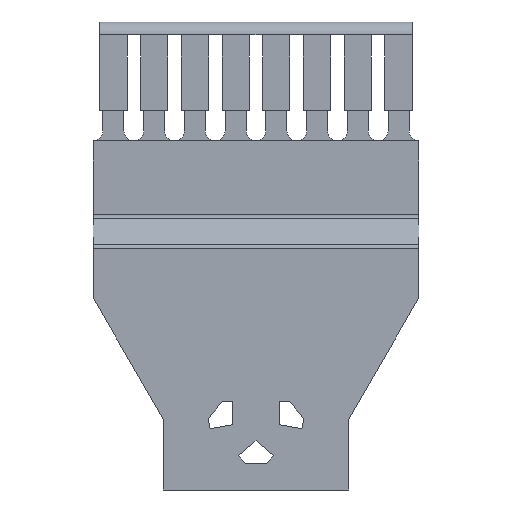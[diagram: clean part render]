
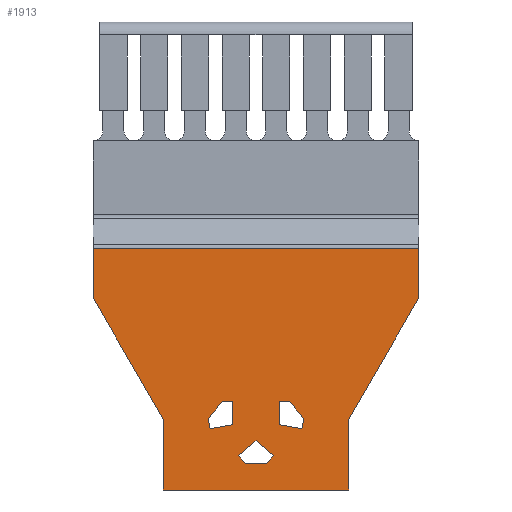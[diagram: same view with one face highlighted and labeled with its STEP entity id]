
A CAD part, front view. The second image highlights one B-rep face of the part: STEP entity #1913.
In plain terms, the highlighted planar face has unit normal (0, -1, 0).
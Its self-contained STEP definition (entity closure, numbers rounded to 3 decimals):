
#1775=AXIS2_PLACEMENT_3D('Plane Axis2P3D',#1772,#1773,#1774) ;
#49=CARTESIAN_POINT('Vertex',(28.,0.,16.52)) ;
#52=CARTESIAN_POINT('Line Origine',(24.975,0.,11.281)) ;
#56=CARTESIAN_POINT('Vertex',(21.95,0.,6.041)) ;
#89=CARTESIAN_POINT('Vertex',(6.05,0.,6.041)) ;
#92=CARTESIAN_POINT('Line Origine',(3.025,0.,11.281)) ;
#96=CARTESIAN_POINT('Vertex',(0.,0.,16.52)) ;
#120=CARTESIAN_POINT('Vertex',(6.05,0.,0.)) ;
#125=CARTESIAN_POINT('Line Origine',(6.05,0.,3.021)) ;
#159=CARTESIAN_POINT('Vertex',(21.95,0.,0.)) ;
#164=CARTESIAN_POINT('Line Origine',(14.,0.,0.)) ;
#215=CARTESIAN_POINT('Line Origine',(21.95,0.,3.021)) ;
#472=CARTESIAN_POINT('Vertex',(28.,0.,20.733)) ;
#479=CARTESIAN_POINT('Vertex',(0.,0.,20.733)) ;
#482=CARTESIAN_POINT('Line Origine',(14.,0.,20.733)) ;
#549=CARTESIAN_POINT('Line Origine',(0.,0.,18.626)) ;
#611=CARTESIAN_POINT('Line Origine',(28.,0.,18.626)) ;
#1772=CARTESIAN_POINT('Axis2P3D Location',(0.,0.,0.)) ;
#1787=CARTESIAN_POINT('Line Origine',(12.,0.,6.602)) ;
#1791=CARTESIAN_POINT('Vertex',(12.,0.,5.614)) ;
#1793=CARTESIAN_POINT('Vertex',(12.,0.,7.59)) ;
#1796=CARTESIAN_POINT('Line Origine',(11.027,0.,5.443)) ;
#1800=CARTESIAN_POINT('Vertex',(10.054,0.,5.271)) ;
#1803=CARTESIAN_POINT('Line Origine',(9.977,0.,5.708)) ;
#1807=CARTESIAN_POINT('Vertex',(9.9,0.,6.145)) ;
#1810=CARTESIAN_POINT('Line Origine',(10.506,0.,6.868)) ;
#1814=CARTESIAN_POINT('Vertex',(11.112,0.,7.59)) ;
#1817=CARTESIAN_POINT('Line Origine',(11.556,0.,7.59)) ;
#1829=CARTESIAN_POINT('Line Origine',(16.973,0.,5.443)) ;
#1833=CARTESIAN_POINT('Vertex',(16.,0.,5.614)) ;
#1835=CARTESIAN_POINT('Vertex',(17.946,0.,5.271)) ;
#1838=CARTESIAN_POINT('Line Origine',(16.,0.,6.602)) ;
#1842=CARTESIAN_POINT('Vertex',(16.,0.,7.59)) ;
#1845=CARTESIAN_POINT('Line Origine',(16.444,0.,7.59)) ;
#1849=CARTESIAN_POINT('Vertex',(16.888,0.,7.59)) ;
#1852=CARTESIAN_POINT('Line Origine',(17.494,0.,6.868)) ;
#1856=CARTESIAN_POINT('Vertex',(18.1,0.,6.145)) ;
#1859=CARTESIAN_POINT('Line Origine',(18.023,0.,5.708)) ;
#1871=CARTESIAN_POINT('Line Origine',(15.228,0.,2.61)) ;
#1875=CARTESIAN_POINT('Vertex',(14.943,0.,2.27)) ;
#1877=CARTESIAN_POINT('Vertex',(15.514,0.,2.95)) ;
#1880=CARTESIAN_POINT('Line Origine',(14.,0.,2.27)) ;
#1884=CARTESIAN_POINT('Vertex',(13.057,0.,2.27)) ;
#1887=CARTESIAN_POINT('Line Origine',(12.772,0.,2.61)) ;
#1891=CARTESIAN_POINT('Vertex',(12.486,0.,2.95)) ;
#1894=CARTESIAN_POINT('Line Origine',(13.243,0.,3.585)) ;
#1898=CARTESIAN_POINT('Vertex',(14.,0.,4.22)) ;
#1901=CARTESIAN_POINT('Line Origine',(14.757,0.,3.585)) ;
#53=DIRECTION('Vector Direction',(-0.5,0.,-0.866)) ;
#93=DIRECTION('Vector Direction',(-0.5,0.,0.866)) ;
#126=DIRECTION('Vector Direction',(0.,0.,1.)) ;
#165=DIRECTION('Vector Direction',(-1.,0.,0.)) ;
#216=DIRECTION('Vector Direction',(0.,0.,-1.)) ;
#483=DIRECTION('Vector Direction',(1.,0.,0.)) ;
#550=DIRECTION('Vector Direction',(0.,0.,1.)) ;
#612=DIRECTION('Vector Direction',(0.,0.,-1.)) ;
#1773=DIRECTION('Axis2P3D Direction',(-0.,-1.,-0.)) ;
#1774=DIRECTION('Axis2P3D XDirection',(-1.,0.,0.)) ;
#1788=DIRECTION('Vector Direction',(0.,0.,1.)) ;
#1797=DIRECTION('Vector Direction',(0.985,0.,0.174)) ;
#1804=DIRECTION('Vector Direction',(0.174,0.,-0.985)) ;
#1811=DIRECTION('Vector Direction',(-0.643,0.,-0.766)) ;
#1818=DIRECTION('Vector Direction',(1.,0.,0.)) ;
#1830=DIRECTION('Vector Direction',(0.985,0.,-0.174)) ;
#1839=DIRECTION('Vector Direction',(0.,0.,-1.)) ;
#1846=DIRECTION('Vector Direction',(1.,0.,0.)) ;
#1853=DIRECTION('Vector Direction',(-0.643,0.,0.766)) ;
#1860=DIRECTION('Vector Direction',(0.174,0.,0.985)) ;
#1872=DIRECTION('Vector Direction',(0.643,0.,0.766)) ;
#1881=DIRECTION('Vector Direction',(1.,0.,0.)) ;
#1888=DIRECTION('Vector Direction',(0.643,0.,-0.766)) ;
#1895=DIRECTION('Vector Direction',(-0.766,0.,-0.643)) ;
#1902=DIRECTION('Vector Direction',(-0.766,0.,0.643)) ;
#54=VECTOR('Line Direction',#53,1.) ;
#94=VECTOR('Line Direction',#93,1.) ;
#127=VECTOR('Line Direction',#126,1.) ;
#166=VECTOR('Line Direction',#165,1.) ;
#217=VECTOR('Line Direction',#216,1.) ;
#484=VECTOR('Line Direction',#483,1.) ;
#551=VECTOR('Line Direction',#550,1.) ;
#613=VECTOR('Line Direction',#612,1.) ;
#1789=VECTOR('Line Direction',#1788,1.) ;
#1798=VECTOR('Line Direction',#1797,1.) ;
#1805=VECTOR('Line Direction',#1804,1.) ;
#1812=VECTOR('Line Direction',#1811,1.) ;
#1819=VECTOR('Line Direction',#1818,1.) ;
#1831=VECTOR('Line Direction',#1830,1.) ;
#1840=VECTOR('Line Direction',#1839,1.) ;
#1847=VECTOR('Line Direction',#1846,1.) ;
#1854=VECTOR('Line Direction',#1853,1.) ;
#1861=VECTOR('Line Direction',#1860,1.) ;
#1873=VECTOR('Line Direction',#1872,1.) ;
#1882=VECTOR('Line Direction',#1881,1.) ;
#1889=VECTOR('Line Direction',#1888,1.) ;
#1896=VECTOR('Line Direction',#1895,1.) ;
#1903=VECTOR('Line Direction',#1902,1.) ;
#1778=ORIENTED_EDGE('',*,*,#553,.T.) ;
#1779=ORIENTED_EDGE('',*,*,#98,.T.) ;
#1780=ORIENTED_EDGE('',*,*,#129,.T.) ;
#1781=ORIENTED_EDGE('',*,*,#168,.T.) ;
#1782=ORIENTED_EDGE('',*,*,#219,.T.) ;
#1783=ORIENTED_EDGE('',*,*,#58,.T.) ;
#1784=ORIENTED_EDGE('',*,*,#615,.T.) ;
#1785=ORIENTED_EDGE('',*,*,#486,.F.) ;
#1823=ORIENTED_EDGE('',*,*,#1795,.F.) ;
#1824=ORIENTED_EDGE('',*,*,#1802,.F.) ;
#1825=ORIENTED_EDGE('',*,*,#1809,.F.) ;
#1826=ORIENTED_EDGE('',*,*,#1816,.F.) ;
#1827=ORIENTED_EDGE('',*,*,#1821,.F.) ;
#1865=ORIENTED_EDGE('',*,*,#1837,.F.) ;
#1866=ORIENTED_EDGE('',*,*,#1844,.F.) ;
#1867=ORIENTED_EDGE('',*,*,#1851,.F.) ;
#1868=ORIENTED_EDGE('',*,*,#1858,.F.) ;
#1869=ORIENTED_EDGE('',*,*,#1863,.F.) ;
#1907=ORIENTED_EDGE('',*,*,#1879,.F.) ;
#1908=ORIENTED_EDGE('',*,*,#1886,.F.) ;
#1909=ORIENTED_EDGE('',*,*,#1893,.F.) ;
#1910=ORIENTED_EDGE('',*,*,#1900,.F.) ;
#1911=ORIENTED_EDGE('',*,*,#1905,.F.) ;
#1828=FACE_BOUND('',#1822,.T.) ;
#1870=FACE_BOUND('',#1864,.T.) ;
#1912=FACE_BOUND('',#1906,.T.) ;
#1913=ADVANCED_FACE('STRAIN RELIEF',(#1786,#1828,#1870,#1912),#1776,.T.) ;
#58=EDGE_CURVE('',#57,#50,#55,.F.) ;
#98=EDGE_CURVE('',#97,#90,#95,.F.) ;
#129=EDGE_CURVE('',#90,#121,#128,.F.) ;
#168=EDGE_CURVE('',#121,#160,#167,.F.) ;
#219=EDGE_CURVE('',#160,#57,#218,.F.) ;
#486=EDGE_CURVE('',#480,#473,#485,.T.) ;
#553=EDGE_CURVE('',#480,#97,#552,.F.) ;
#615=EDGE_CURVE('',#50,#473,#614,.F.) ;
#1795=EDGE_CURVE('',#1792,#1794,#1790,.T.) ;
#1802=EDGE_CURVE('',#1801,#1792,#1799,.T.) ;
#1809=EDGE_CURVE('',#1808,#1801,#1806,.T.) ;
#1816=EDGE_CURVE('',#1815,#1808,#1813,.T.) ;
#1821=EDGE_CURVE('',#1794,#1815,#1820,.F.) ;
#1837=EDGE_CURVE('',#1834,#1836,#1832,.T.) ;
#1844=EDGE_CURVE('',#1843,#1834,#1841,.T.) ;
#1851=EDGE_CURVE('',#1850,#1843,#1848,.F.) ;
#1858=EDGE_CURVE('',#1857,#1850,#1855,.T.) ;
#1863=EDGE_CURVE('',#1836,#1857,#1862,.T.) ;
#1879=EDGE_CURVE('',#1876,#1878,#1874,.T.) ;
#1886=EDGE_CURVE('',#1885,#1876,#1883,.T.) ;
#1893=EDGE_CURVE('',#1892,#1885,#1890,.T.) ;
#1900=EDGE_CURVE('',#1899,#1892,#1897,.T.) ;
#1905=EDGE_CURVE('',#1878,#1899,#1904,.T.) ;
#1777=EDGE_LOOP('',(#1778,#1779,#1780,#1781,#1782,#1783,#1784,#1785)) ;
#1822=EDGE_LOOP('',(#1823,#1824,#1825,#1826,#1827)) ;
#1864=EDGE_LOOP('',(#1865,#1866,#1867,#1868,#1869)) ;
#1906=EDGE_LOOP('',(#1907,#1908,#1909,#1910,#1911)) ;
#1786=FACE_OUTER_BOUND('',#1777,.T.) ;
#55=LINE('Line',#52,#54) ;
#95=LINE('Line',#92,#94) ;
#128=LINE('Line',#125,#127) ;
#167=LINE('Line',#164,#166) ;
#218=LINE('Line',#215,#217) ;
#485=LINE('Line',#482,#484) ;
#552=LINE('Line',#549,#551) ;
#614=LINE('Line',#611,#613) ;
#1790=LINE('Line',#1787,#1789) ;
#1799=LINE('Line',#1796,#1798) ;
#1806=LINE('Line',#1803,#1805) ;
#1813=LINE('Line',#1810,#1812) ;
#1820=LINE('Line',#1817,#1819) ;
#1832=LINE('Line',#1829,#1831) ;
#1841=LINE('Line',#1838,#1840) ;
#1848=LINE('Line',#1845,#1847) ;
#1855=LINE('Line',#1852,#1854) ;
#1862=LINE('Line',#1859,#1861) ;
#1874=LINE('Line',#1871,#1873) ;
#1883=LINE('Line',#1880,#1882) ;
#1890=LINE('Line',#1887,#1889) ;
#1897=LINE('Line',#1894,#1896) ;
#1904=LINE('Line',#1901,#1903) ;
#1776=PLANE('',#1775) ;
#50=VERTEX_POINT('',#49) ;
#57=VERTEX_POINT('',#56) ;
#90=VERTEX_POINT('',#89) ;
#97=VERTEX_POINT('',#96) ;
#121=VERTEX_POINT('',#120) ;
#160=VERTEX_POINT('',#159) ;
#473=VERTEX_POINT('',#472) ;
#480=VERTEX_POINT('',#479) ;
#1792=VERTEX_POINT('',#1791) ;
#1794=VERTEX_POINT('',#1793) ;
#1801=VERTEX_POINT('',#1800) ;
#1808=VERTEX_POINT('',#1807) ;
#1815=VERTEX_POINT('',#1814) ;
#1834=VERTEX_POINT('',#1833) ;
#1836=VERTEX_POINT('',#1835) ;
#1843=VERTEX_POINT('',#1842) ;
#1850=VERTEX_POINT('',#1849) ;
#1857=VERTEX_POINT('',#1856) ;
#1876=VERTEX_POINT('',#1875) ;
#1878=VERTEX_POINT('',#1877) ;
#1885=VERTEX_POINT('',#1884) ;
#1892=VERTEX_POINT('',#1891) ;
#1899=VERTEX_POINT('',#1898) ;
